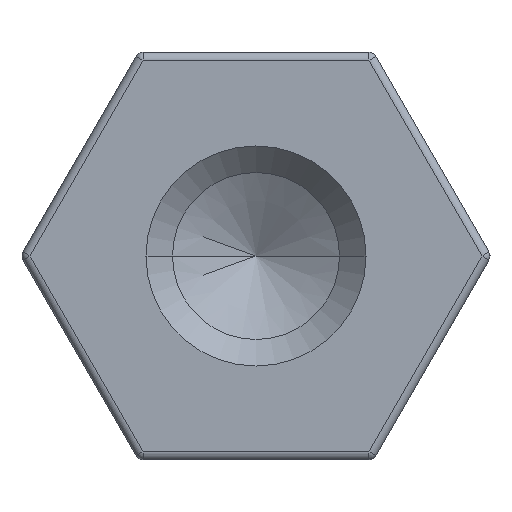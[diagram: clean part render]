
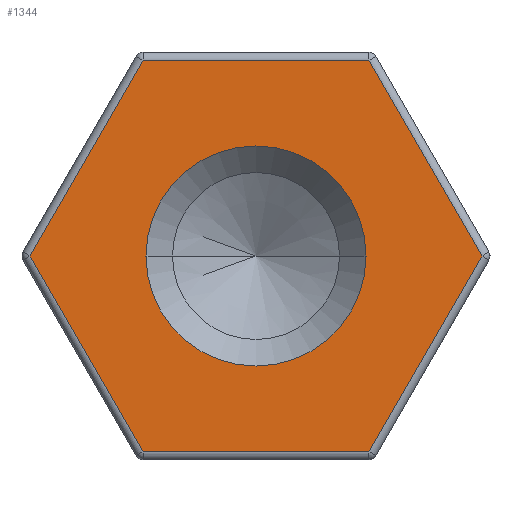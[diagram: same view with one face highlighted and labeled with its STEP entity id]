
A CAD part, left-side view. The second image highlights one B-rep face of the part: STEP entity #1344.
In plain terms, the highlighted planar face has unit normal (-1, 0, 0).
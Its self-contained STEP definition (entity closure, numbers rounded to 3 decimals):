
#3 = LINE ( 'NONE', #897, #348 ) ;
#9 = EDGE_LOOP ( 'NONE', ( #117, #414, #541, #199, #1359, #622 ) ) ;
#17 = CARTESIAN_POINT ( 'NONE',  ( 0., 1.386, -2.4 ) ) ;
#30 = VERTEX_POINT ( 'NONE', #717 ) ;
#32 = VERTEX_POINT ( 'NONE', #955 ) ;
#73 = VERTEX_POINT ( 'NONE', #357 ) ;
#83 = DIRECTION ( 'NONE',  ( 0., 1., 0. ) ) ;
#91 = EDGE_LOOP ( 'NONE', ( #301, #133 ) ) ;
#117 = ORIENTED_EDGE ( 'NONE', *, *, #1083, .T. ) ;
#118 = EDGE_CURVE ( 'NONE', #373, #1384, #480, .T. ) ;
#133 = ORIENTED_EDGE ( 'NONE', *, *, #118, .T. ) ;
#136 = DIRECTION ( 'NONE',  ( 0., 0.5, 0.866 ) ) ;
#187 = CIRCLE ( 'NONE', #752, 1.35 ) ;
#199 = ORIENTED_EDGE ( 'NONE', *, *, #994, .T. ) ;
#200 = DIRECTION ( 'NONE',  ( 0., 1., 0. ) ) ;
#234 = CARTESIAN_POINT ( 'NONE',  ( 0., 2.078, -1.2 ) ) ;
#237 = VERTEX_POINT ( 'NONE', #1394 ) ;
#300 = CARTESIAN_POINT ( 'NONE',  ( 0., 0., 0. ) ) ;
#301 = ORIENTED_EDGE ( 'NONE', *, *, #679, .T. ) ;
#324 = CARTESIAN_POINT ( 'NONE',  ( 0., -1.35, 0. ) ) ;
#348 = VECTOR ( 'NONE', #979, 1000. ) ;
#357 = CARTESIAN_POINT ( 'NONE',  ( 0., 1.386, 2.4 ) ) ;
#370 = AXIS2_PLACEMENT_3D ( 'NONE', #300, #475, #473 ) ;
#373 = VERTEX_POINT ( 'NONE', #324 ) ;
#386 = DIRECTION ( 'NONE',  ( 0., -0.5, 0.866 ) ) ;
#414 = ORIENTED_EDGE ( 'NONE', *, *, #1397, .T. ) ;
#436 = EDGE_CURVE ( 'NONE', #237, #32, #1058, .T. ) ;
#438 = AXIS2_PLACEMENT_3D ( 'NONE', #1308, #924, #200 ) ;
#458 = PLANE ( 'NONE',  #438 ) ;
#473 = DIRECTION ( 'NONE',  ( 0., 1., 0. ) ) ;
#475 = DIRECTION ( 'NONE',  ( 1., 0., 0. ) ) ;
#480 = CIRCLE ( 'NONE', #370, 1.35 ) ;
#496 = VECTOR ( 'NONE', #1047, 1000. ) ;
#541 = ORIENTED_EDGE ( 'NONE', *, *, #559, .T. ) ;
#549 = VERTEX_POINT ( 'NONE', #17 ) ;
#559 = EDGE_CURVE ( 'NONE', #73, #30, #3, .T. ) ;
#622 = ORIENTED_EDGE ( 'NONE', *, *, #436, .T. ) ;
#634 = VECTOR ( 'NONE', #1323, 1000. ) ;
#675 = VECTOR ( 'NONE', #83, 1000. ) ;
#679 = EDGE_CURVE ( 'NONE', #1384, #373, #187, .T. ) ;
#691 = DIRECTION ( 'NONE',  ( 1., 0., 0. ) ) ;
#717 = CARTESIAN_POINT ( 'NONE',  ( 0., 2.771, 0. ) ) ;
#727 = VERTEX_POINT ( 'NONE', #991 ) ;
#752 = AXIS2_PLACEMENT_3D ( 'NONE', #1283, #691, #1371 ) ;
#799 = FACE_BOUND ( 'NONE', #91, .T. ) ;
#825 = VECTOR ( 'NONE', #386, 1000. ) ;
#891 = CARTESIAN_POINT ( 'NONE',  ( 0., -2.078, 1.2 ) ) ;
#897 = CARTESIAN_POINT ( 'NONE',  ( 0., 2.078, 1.2 ) ) ;
#924 = DIRECTION ( 'NONE',  ( 1., 0., 0. ) ) ;
#938 = CARTESIAN_POINT ( 'NONE',  ( 0., 0., -2.4 ) ) ;
#950 = LINE ( 'NONE', #1207, #675 ) ;
#951 = LINE ( 'NONE', #891, #1426 ) ;
#955 = CARTESIAN_POINT ( 'NONE',  ( 0., -2.771, 0. ) ) ;
#979 = DIRECTION ( 'NONE',  ( 0., 0.5, -0.866 ) ) ;
#991 = CARTESIAN_POINT ( 'NONE',  ( 0., -1.386, 2.4 ) ) ;
#994 = EDGE_CURVE ( 'NONE', #30, #549, #1071, .T. ) ;
#1047 = DIRECTION ( 'NONE',  ( 0., -0.5, -0.866 ) ) ;
#1058 = LINE ( 'NONE', #1343, #825 ) ;
#1071 = LINE ( 'NONE', #234, #496 ) ;
#1083 = EDGE_CURVE ( 'NONE', #32, #727, #951, .T. ) ;
#1170 = LINE ( 'NONE', #938, #634 ) ;
#1207 = CARTESIAN_POINT ( 'NONE',  ( 0., 0., 2.4 ) ) ;
#1283 = CARTESIAN_POINT ( 'NONE',  ( 0., 0., 0. ) ) ;
#1300 = FACE_OUTER_BOUND ( 'NONE', #9, .T. ) ;
#1308 = CARTESIAN_POINT ( 'NONE',  ( 0., 0., 0. ) ) ;
#1314 = CARTESIAN_POINT ( 'NONE',  ( 0., 1.35, 0. ) ) ;
#1323 = DIRECTION ( 'NONE',  ( 0., -1., 0. ) ) ;
#1343 = CARTESIAN_POINT ( 'NONE',  ( 0., -2.078, -1.2 ) ) ;
#1344 = ADVANCED_FACE ( 'NONE', ( #1300, #799 ), #458, .F. ) ;
#1359 = ORIENTED_EDGE ( 'NONE', *, *, #1435, .T. ) ;
#1371 = DIRECTION ( 'NONE',  ( 0., 1., 0. ) ) ;
#1384 = VERTEX_POINT ( 'NONE', #1314 ) ;
#1394 = CARTESIAN_POINT ( 'NONE',  ( 0., -1.386, -2.4 ) ) ;
#1397 = EDGE_CURVE ( 'NONE', #727, #73, #950, .T. ) ;
#1426 = VECTOR ( 'NONE', #136, 1000. ) ;
#1435 = EDGE_CURVE ( 'NONE', #549, #237, #1170, .T. ) ;
